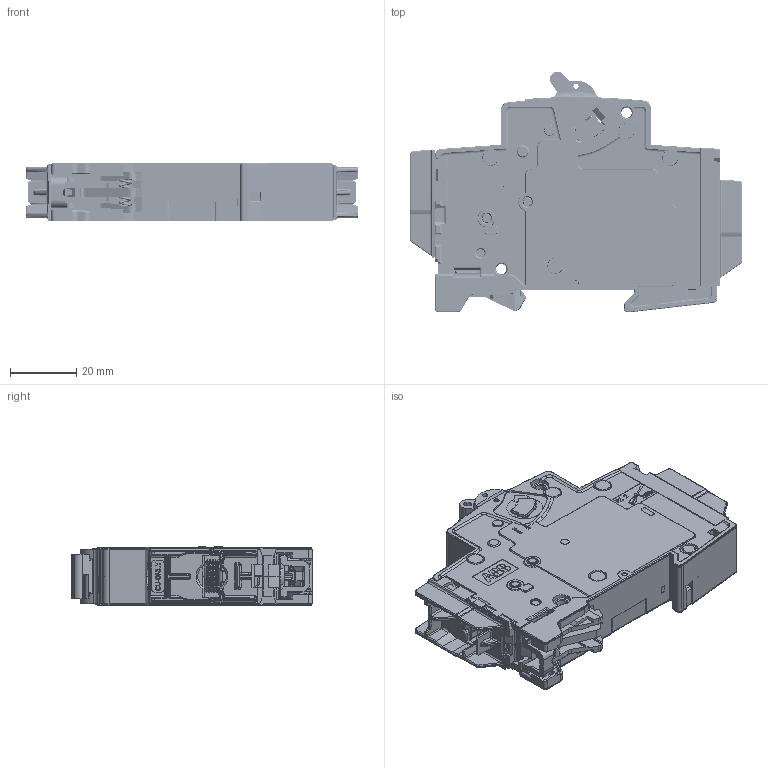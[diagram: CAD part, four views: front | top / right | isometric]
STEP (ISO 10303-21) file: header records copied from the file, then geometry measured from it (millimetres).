
FILE_DESCRIPTION((''),'2;1');
FILE_NAME('2CDS271566_SR','2021-10-01T10:22:51',('DEU121775'),(''),'CREO PARAMETRIC BY PTC INC, 2019164','CREO PARAMETRIC BY PTC INC, 2019164','');
FILE_SCHEMA(('AUTOMOTIVE_DESIGN { 1 0 10303 214 1 1 1 1 }'));
Products named in the file (1): 2CDS271566_SR
Bounding box: 100 x 72.48 x 17.6 mm (x, y, z)
Volume: 74310 mm3; surface area: 25674.1 mm2
Topology: 2 solids, 100 shells, 7531 faces, 20631 edges, 13449 vertices
Faces by surface type: plane 4295, cylinder 1369, extrusion 667, bspline 587, torus 357, cone 201, sphere 55
Entity records: 332528 total; most frequent: CARTESIAN_POINT 104955, ORIENTED_EDGE 41152, DIRECTION 32425, EDGE_CURVE 20576, VECTOR 13504, VERTEX_POINT 13449, LINE 12837, AXIS2_PLACEMENT_3D 9459
